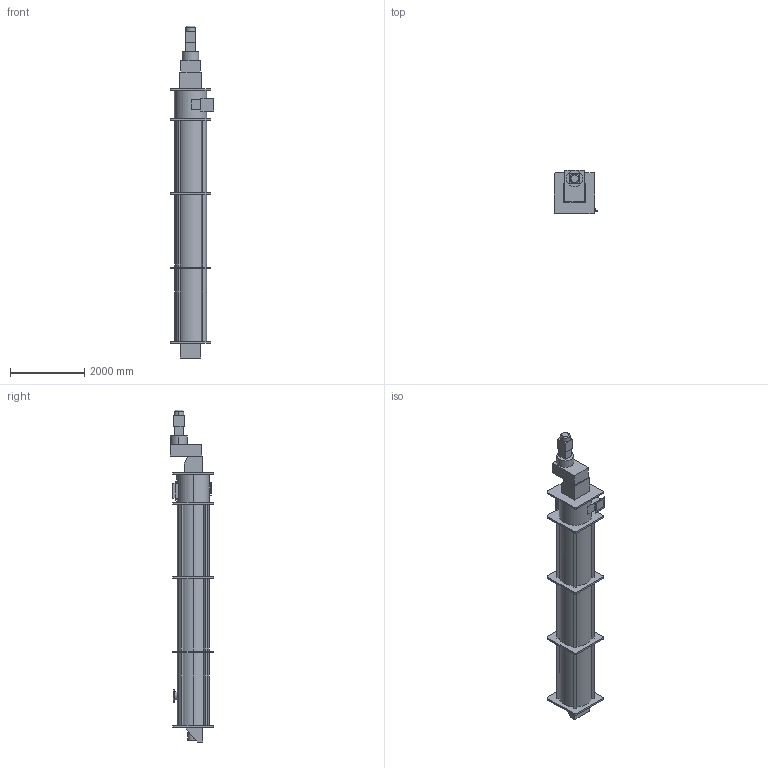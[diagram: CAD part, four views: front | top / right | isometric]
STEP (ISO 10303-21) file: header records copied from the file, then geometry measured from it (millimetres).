
FILE_DESCRIPTION (( 'STEP AP203' ), '1' );
FILE_NAME ('KRC800-6M.STEP', '2021-06-14T14:32:25', ( '' ), ( '' ), 'SwSTEP 2.0', 'SolidWorks 2017', '' );
FILE_SCHEMA (( 'CONFIG_CONTROL_DESIGN' ));
Length unit declared in the file: millimetre
Products named in the file (1): KRC800-6M
Bounding box: 1172 x 1158 x 8940 mm (x, y, z)
Volume: 4787291816.4 mm3; surface area: 34442624.3 mm2
Topology: 1 solids, 1 shells, 177 faces, 457 edges, 303 vertices
Faces by surface type: plane 129, cylinder 46, cone 2
Entity records: 5625 total; most frequent: CARTESIAN_POINT 1128, ORIENTED_EDGE 914, DIRECTION 906, EDGE_CURVE 457, LINE 356, VECTOR 356, VERTEX_POINT 303, AXIS2_PLACEMENT_3D 275
